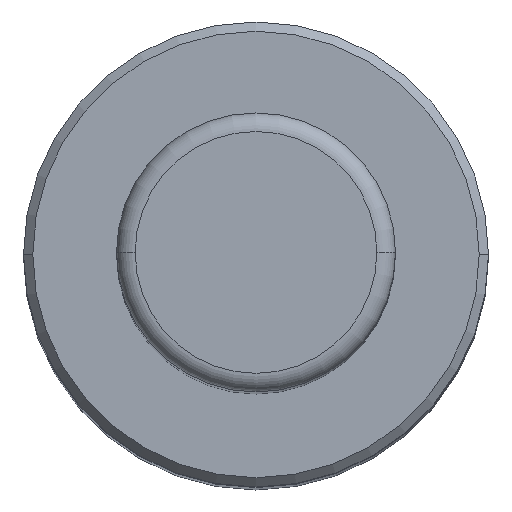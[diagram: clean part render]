
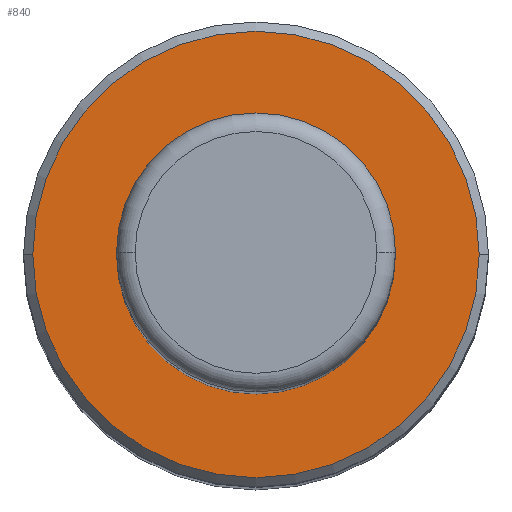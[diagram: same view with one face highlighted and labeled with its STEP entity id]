
A CAD part, top view. The second image highlights one B-rep face of the part: STEP entity #840.
In plain terms, the highlighted planar face has unit normal (0, 0, 1).
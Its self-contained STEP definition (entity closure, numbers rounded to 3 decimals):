
#17 = VERTEX_POINT ( 'NONE', #148 ) ;
#62 = CARTESIAN_POINT ( 'NONE',  ( 0., 0., 92. ) ) ;
#70 = EDGE_CURVE ( 'NONE', #17, #161, #822, .T. ) ;
#83 = CIRCLE ( 'NONE', #511, 7.5 ) ;
#126 = ORIENTED_EDGE ( 'NONE', *, *, #361, .T. ) ;
#131 = VERTEX_POINT ( 'NONE', #329 ) ;
#134 = DIRECTION ( 'NONE',  ( 1., 0., 0. ) ) ;
#148 = CARTESIAN_POINT ( 'NONE',  ( 12., 0., 92. ) ) ;
#161 = VERTEX_POINT ( 'NONE', #697 ) ;
#193 = PLANE ( 'NONE',  #916 ) ;
#204 = AXIS2_PLACEMENT_3D ( 'NONE', #990, #567, #134 ) ;
#213 = EDGE_CURVE ( 'NONE', #441, #131, #83, .T. ) ;
#277 = DIRECTION ( 'NONE',  ( 1., 0., 0. ) ) ;
#329 = CARTESIAN_POINT ( 'NONE',  ( -7.5, 0., 92. ) ) ;
#353 = DIRECTION ( 'NONE',  ( -1., 0., 0. ) ) ;
#361 = EDGE_CURVE ( 'NONE', #161, #17, #508, .T. ) ;
#393 = FACE_BOUND ( 'NONE', #795, .T. ) ;
#399 = ORIENTED_EDGE ( 'NONE', *, *, #213, .T. ) ;
#441 = VERTEX_POINT ( 'NONE', #995 ) ;
#478 = AXIS2_PLACEMENT_3D ( 'NONE', #1025, #760, #854 ) ;
#508 = CIRCLE ( 'NONE', #204, 12. ) ;
#511 = AXIS2_PLACEMENT_3D ( 'NONE', #1049, #611, #353 ) ;
#567 = DIRECTION ( 'NONE',  ( 0., 0., 1. ) ) ;
#572 = DIRECTION ( 'NONE',  ( 0., 0., -1. ) ) ;
#610 = ORIENTED_EDGE ( 'NONE', *, *, #70, .T. ) ;
#611 = DIRECTION ( 'NONE',  ( 0., 0., -1. ) ) ;
#612 = EDGE_CURVE ( 'NONE', #131, #441, #865, .T. ) ;
#622 = DIRECTION ( 'NONE',  ( 0., 0., 1. ) ) ;
#654 = DIRECTION ( 'NONE',  ( -1., 0., 0. ) ) ;
#697 = CARTESIAN_POINT ( 'NONE',  ( -12., 0., 92. ) ) ;
#748 = EDGE_LOOP ( 'NONE', ( #126, #610 ) ) ;
#760 = DIRECTION ( 'NONE',  ( 0., 0., 1. ) ) ;
#767 = AXIS2_PLACEMENT_3D ( 'NONE', #62, #572, #654 ) ;
#795 = EDGE_LOOP ( 'NONE', ( #977, #399 ) ) ;
#822 = CIRCLE ( 'NONE', #478, 12. ) ;
#840 = ADVANCED_FACE ( 'NONE', ( #1030, #393 ), #193, .T. ) ;
#854 = DIRECTION ( 'NONE',  ( 1., 0., 0. ) ) ;
#865 = CIRCLE ( 'NONE', #767, 7.5 ) ;
#916 = AXIS2_PLACEMENT_3D ( 'NONE', #960, #622, #277 ) ;
#960 = CARTESIAN_POINT ( 'NONE',  ( -7.5, 0., 92. ) ) ;
#977 = ORIENTED_EDGE ( 'NONE', *, *, #612, .T. ) ;
#990 = CARTESIAN_POINT ( 'NONE',  ( 0., 0., 92. ) ) ;
#995 = CARTESIAN_POINT ( 'NONE',  ( 7.5, 0., 92. ) ) ;
#1025 = CARTESIAN_POINT ( 'NONE',  ( 0., 0., 92. ) ) ;
#1030 = FACE_OUTER_BOUND ( 'NONE', #748, .T. ) ;
#1049 = CARTESIAN_POINT ( 'NONE',  ( 0., 0., 92. ) ) ;
